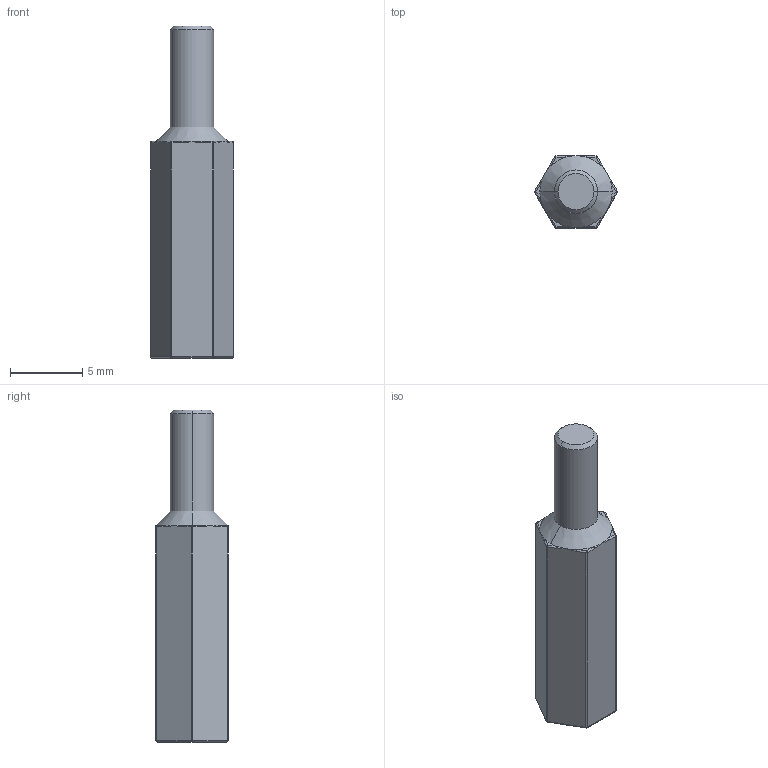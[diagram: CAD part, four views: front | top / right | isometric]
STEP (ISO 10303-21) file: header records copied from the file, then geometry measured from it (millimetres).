
FILE_DESCRIPTION (( 'STEP AP214' ), '1' );
FILE_NAME ('HTSB-M3-15-5-2.STEP', '2018-01-15T12:12:14', ( 'User' ), ( '' ), 'SwSTEP 2.0', 'SolidWorks 2017', '' );
FILE_SCHEMA (( 'AUTOMOTIVE_DESIGN' ));
Length unit declared in the file: millimetre
Products named in the file (1): HTSB-M3-15-5-2
Bounding box: 5.74 x 5 x 23 mm (x, y, z)
Volume: 321.4 mm3; surface area: 472.4 mm2
Topology: 1 solids, 1 shells, 77 faces, 179 edges, 83 vertices
Faces by surface type: cylinder 29, sphere 14, plane 14, bspline 12, cone 8
Entity records: 2245 total; most frequent: CARTESIAN_POINT 582, DIRECTION 361, ORIENTED_EDGE 314, EDGE_CURVE 157, AXIS2_PLACEMENT_3D 150, CIRCLE 84, VERTEX_POINT 83, EDGE_LOOP 78
